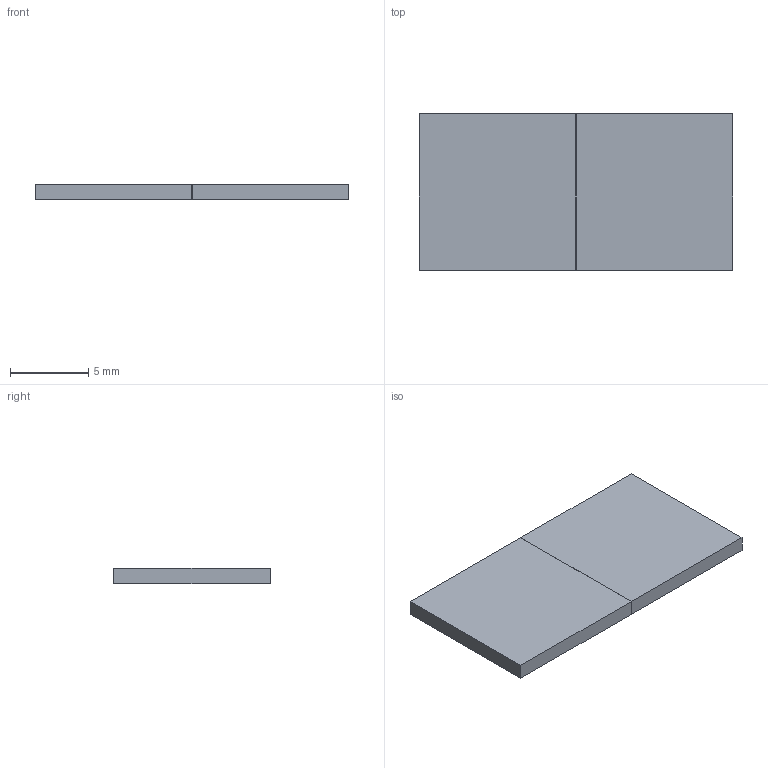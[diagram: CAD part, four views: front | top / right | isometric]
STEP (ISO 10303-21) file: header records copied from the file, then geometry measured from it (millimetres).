
FILE_DESCRIPTION(('Open CASCADE Model'),'2;1');
FILE_NAME('Open CASCADE Shape Model','2026-02-25T00:47:07',('Author'),( 'Open CASCADE'),'Open CASCADE STEP processor 7.8','Open CASCADE 7.8' ,'Unknown');
FILE_SCHEMA(('AUTOMOTIVE_DESIGN { 1 0 10303 214 1 1 1 1 }'));
Length unit declared in the file: millimetre
Products named in the file (3): Open CASCADE STEP translator 7.8 2; Open CASCADE STEP translator 7.8 2.1; Open CASCADE STEP translator 7.8 2.2
Assembly tree (2 placements, depth 2):
  Open CASCADE STEP translator 7.8 2
    Open CASCADE STEP translator 7.8 2.1
    Open CASCADE STEP translator 7.8 2.2
Bounding box: 20 x 10 x 1 mm (x, y, z)
Volume: 200 mm3; surface area: 480 mm2
Topology: 2 solids, 2 shells, 12 faces, 24 edges, 16 vertices
Faces by surface type: plane 12
Entity records: 664 total; most frequent: CARTESIAN_POINT 103, DIRECTION 102, LINE 72, VECTOR 72, ORIENTED_EDGE 48, PCURVE 48, DEFINITIONAL_REPRESENTATION 48, EDGE_CURVE 24
